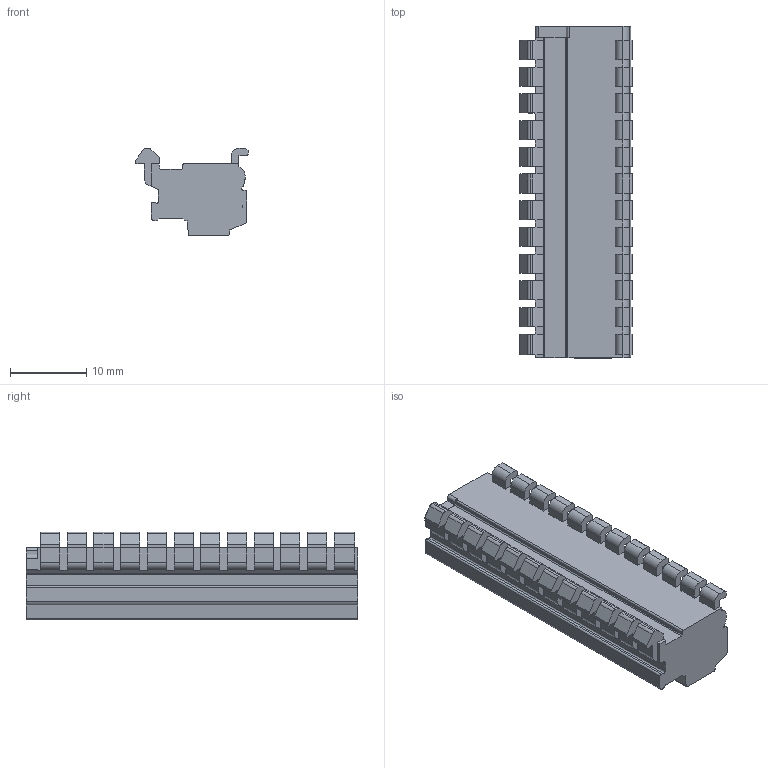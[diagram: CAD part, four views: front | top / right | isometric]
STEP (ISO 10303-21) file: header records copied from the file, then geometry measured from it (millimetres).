
FILE_DESCRIPTION((''),'2;1');
FILE_NAME('0001','2024-10-14T15:41:07',('tluser'),(''),'CREO PARAMETRIC BY PTC INC, 2018100','CREO PARAMETRIC BY PTC INC, 2018100','');
FILE_SCHEMA(('CONFIG_CONTROL_DESIGN'));
Length unit declared in the file: millimetre
Products named in the file (1): 0001
Bounding box: 14.7 x 43.5 x 11.5 mm (x, y, z)
Volume: 4520.9 mm3; surface area: 2887.6 mm2
Topology: 1 solids, 1 shells, 545 faces, 1523 edges, 1016 vertices
Faces by surface type: plane 369, cylinder 152, cone 24
Entity records: 17880 total; most frequent: CARTESIAN_POINT 3568, ORIENTED_EDGE 3046, DIRECTION 2889, EDGE_CURVE 1523, VECTOR 1145, LINE 1145, VERTEX_POINT 1016, AXIS2_PLACEMENT_3D 872
